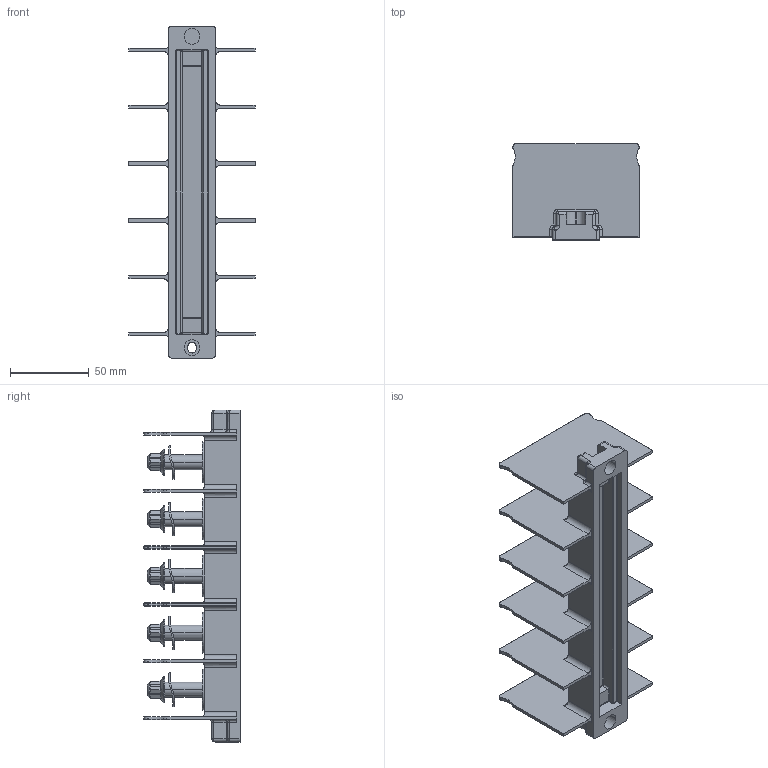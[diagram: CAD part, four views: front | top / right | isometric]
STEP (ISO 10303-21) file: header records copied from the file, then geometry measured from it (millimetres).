
FILE_DESCRIPTION((''),'2;1');
FILE_NAME('32428051002','2019-09-24T',('presta_be4'),(''),'PRO/ENGINEER BY PARAMETRIC TECHNOLOGY CORPORATION, 2014310','PRO/ENGINEER BY PARAMETRIC TECHNOLOGY CORPORATION, 2014310','');
FILE_SCHEMA(('CONFIG_CONTROL_DESIGN'));
Length unit declared in the file: millimetre
Products named in the file (1): 32428051002
Bounding box: 80 x 60.8 x 210.2 mm (x, y, z)
Volume: 168558 mm3; surface area: 88832.9 mm2
Topology: 6 solids, 6 shells, 767 faces, 1946 edges, 1204 vertices
Faces by surface type: cylinder 320, plane 239, torus 118, cone 50, bspline 40
Entity records: 27647 total; most frequent: CARTESIAN_POINT 9626, ORIENTED_EDGE 3892, DIRECTION 3660, EDGE_CURVE 1946, AXIS2_PLACEMENT_3D 1421, VERTEX_POINT 1204, VECTOR 818, LINE 818
